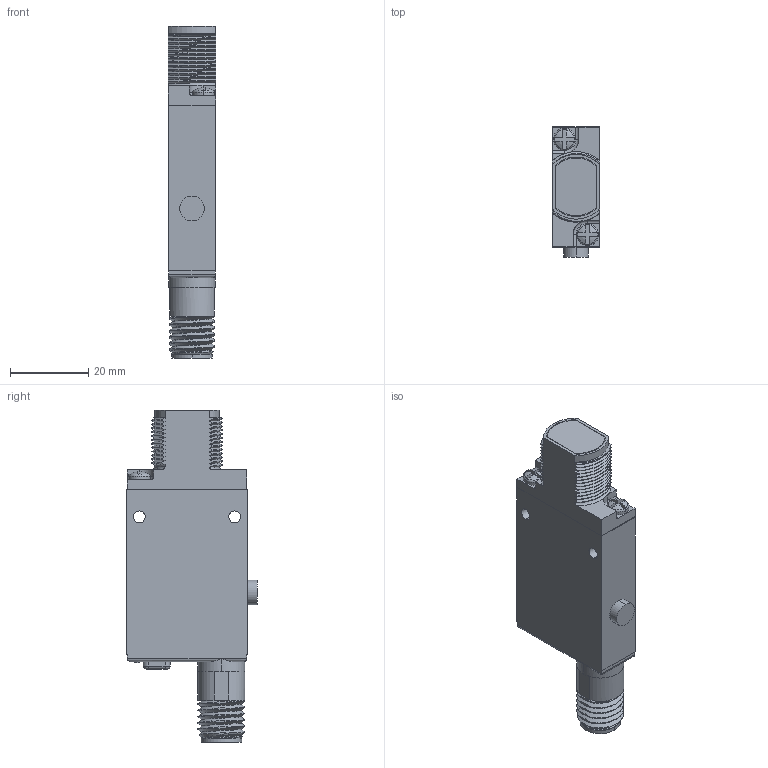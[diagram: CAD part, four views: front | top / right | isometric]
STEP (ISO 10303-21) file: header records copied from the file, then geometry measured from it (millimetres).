
FILE_DESCRIPTION((''),'2;1');
FILE_NAME('154496_SW','2011-01-10T',('banengservice'),('BANNER ENGINEERING'),'PRO/ENGINEER BY PARAMETRIC TECHNOLOGY CORPORATION, 2009141','PRO/ENGINEER BY PARAMETRIC TECHNOLOGY CORPORATION, 2009141','');
FILE_SCHEMA(('CONFIG_CONTROL_DESIGN'));
Length unit declared in the file: inch
Products named in the file (1): 154496_SW
Bounding box: 12.09 x 33.27 x 84.8 mm (x, y, z)
Volume: 7955.3 mm3; surface area: 14886.6 mm2
Topology: 4 solids, 6 shells, 809 faces, 2160 edges, 1400 vertices
Faces by surface type: plane 416, cylinder 236, bspline 107, cone 20, torus 18, sphere 12
Entity records: 37522 total; most frequent: CARTESIAN_POINT 17914, ORIENTED_EDGE 4312, DIRECTION 3696, EDGE_CURVE 2156, VERTEX_POINT 1400, VECTOR 1260, LINE 1260, AXIS2_PLACEMENT_3D 1218
